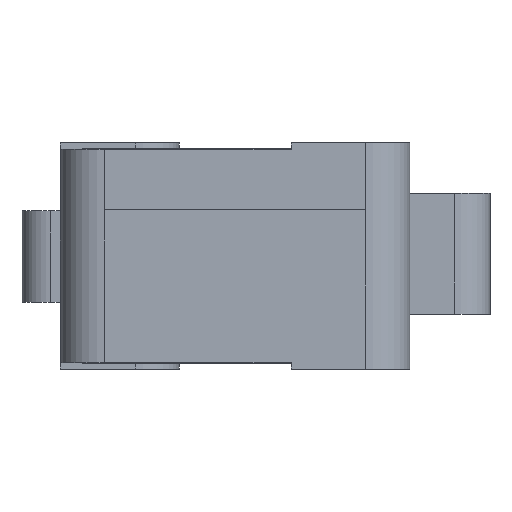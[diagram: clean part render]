
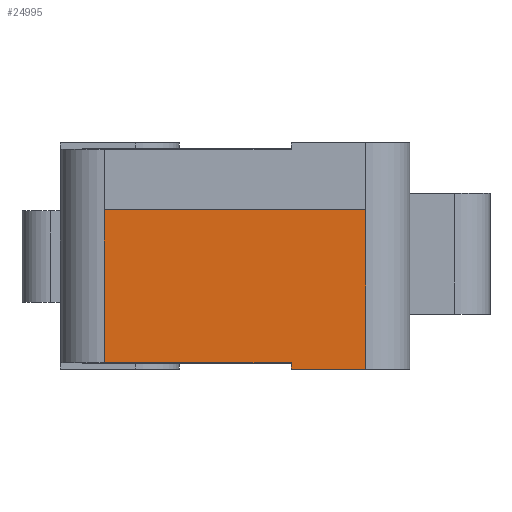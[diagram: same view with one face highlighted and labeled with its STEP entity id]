
A CAD part, left-side view. The second image highlights one B-rep face of the part: STEP entity #24995.
In plain terms, the highlighted planar face has unit normal (-1, 0, 0).
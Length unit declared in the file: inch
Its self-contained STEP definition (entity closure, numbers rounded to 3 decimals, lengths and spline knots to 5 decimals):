
#15307=CARTESIAN_POINT('',(-1.1378,0.25295,0.28543));
#15308=VERTEX_POINT('',#15307);
#15333=CARTESIAN_POINT('',(-1.1378,0.25295,0.01181));
#15334=VERTEX_POINT('',#15333);
#15342=CARTESIAN_POINT('',(-1.1378,0.25295,0.01181));
#15343=DIRECTION('',(0.0,0.0,1.0));
#15344=VECTOR('',#15343,0.27362);
#15345=LINE('',#15342,#15344);
#15346=EDGE_CURVE('',#15334,#15308,#15345,.T.);
#15387=CARTESIAN_POINT('',(-1.1378,-0.21555,0.28543));
#15388=VERTEX_POINT('',#15387);
#15389=CARTESIAN_POINT('',(-1.1378,-0.21555,0.28543));
#15390=DIRECTION('',(0.0,1.0,0.0));
#15391=VECTOR('',#15390,0.4685);
#15392=LINE('',#15389,#15391);
#15393=EDGE_CURVE('',#15388,#15308,#15392,.T.);
#15483=CARTESIAN_POINT('',(-1.1378,-0.21555,0.0));
#15484=VERTEX_POINT('',#15483);
#15485=CARTESIAN_POINT('',(-1.1378,-0.21555,0.0));
#15486=DIRECTION('',(0.0,0.0,1.0));
#15487=VECTOR('',#15486,0.28543);
#15488=LINE('',#15485,#15487);
#15489=EDGE_CURVE('',#15484,#15388,#15488,.T.);
#24600=CARTESIAN_POINT('',(-1.1378,-0.08169,0.01181));
#24601=VERTEX_POINT('',#24600);
#24609=CARTESIAN_POINT('',(-1.1378,-0.08169,0.0));
#24610=VERTEX_POINT('',#24609);
#24617=CARTESIAN_POINT('',(-1.1378,-0.08169,0.01181));
#24618=DIRECTION('',(0.0,0.0,-1.0));
#24619=VECTOR('',#24618,0.01181);
#24620=LINE('',#24617,#24619);
#24621=EDGE_CURVE('',#24601,#24610,#24620,.T.);
#24657=CARTESIAN_POINT('',(-1.1378,0.25295,0.01181));
#24658=DIRECTION('',(0.0,-1.0,0.0));
#24659=VECTOR('',#24658,0.33465);
#24660=LINE('',#24657,#24659);
#24661=EDGE_CURVE('',#15334,#24601,#24660,.T.);
#24727=CARTESIAN_POINT('',(-1.1378,-0.21555,0.0));
#24728=DIRECTION('',(0.0,1.0,0.0));
#24729=VECTOR('',#24728,0.13386);
#24730=LINE('',#24727,#24729);
#24731=EDGE_CURVE('',#15484,#24610,#24730,.T.);
#24982=CARTESIAN_POINT('',(-1.1378,-0.21555,0.0));
#24983=DIRECTION('',(-1.0,0.0,0.0));
#24984=DIRECTION('',(0.0,0.0,1.0));
#24985=AXIS2_PLACEMENT_3D('',#24982,#24983,#24984);
#24986=PLANE('',#24985);
#24987=ORIENTED_EDGE('',*,*,#15393,.T.);
#24988=ORIENTED_EDGE('',*,*,#15346,.F.);
#24989=ORIENTED_EDGE('',*,*,#24661,.T.);
#24990=ORIENTED_EDGE('',*,*,#24621,.T.);
#24991=ORIENTED_EDGE('',*,*,#24731,.F.);
#24992=ORIENTED_EDGE('',*,*,#15489,.T.);
#24993=EDGE_LOOP('',(#24987,#24988,#24989,#24990,#24991,#24992));
#24994=FACE_OUTER_BOUND('',#24993,.T.);
#24995=ADVANCED_FACE('',(#24994),#24986,.T.);
